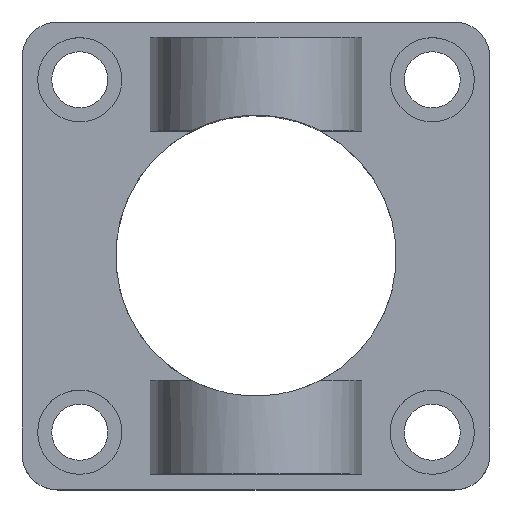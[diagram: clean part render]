
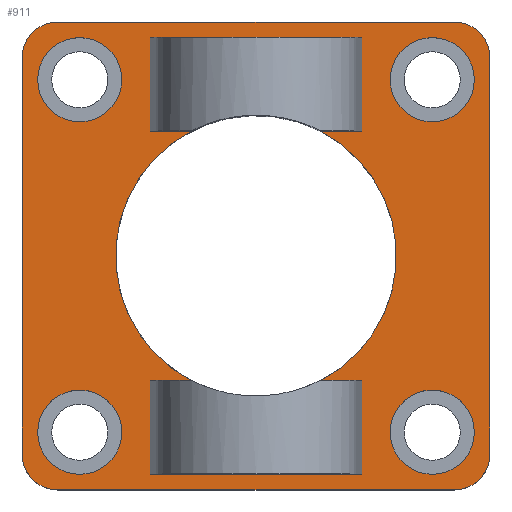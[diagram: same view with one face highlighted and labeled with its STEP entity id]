
A CAD part, top view. The second image highlights one B-rep face of the part: STEP entity #911.
In plain terms, the highlighted planar face has unit normal (0, 0, 1).
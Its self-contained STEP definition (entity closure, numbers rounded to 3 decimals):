
#38=PLANE('',#987);
#45=LINE('',#1225,#87);
#49=LINE('',#1233,#91);
#51=LINE('',#1237,#93);
#55=LINE('',#1245,#97);
#61=LINE('',#1322,#103);
#64=LINE('',#1328,#106);
#66=LINE('',#1332,#108);
#67=LINE('',#1334,#109);
#69=LINE('',#1338,#111);
#71=LINE('',#1342,#113);
#72=LINE('',#1344,#114);
#75=LINE('',#1389,#117);
#79=LINE('',#1401,#121);
#80=LINE('',#1407,#122);
#87=VECTOR('',#1016,1000.);
#91=VECTOR('',#1022,1000.);
#93=VECTOR('',#1026,1000.);
#97=VECTOR('',#1032,1000.);
#103=VECTOR('',#1068,1000.);
#106=VECTOR('',#1073,1000.);
#108=VECTOR('',#1077,1000.);
#109=VECTOR('',#1080,1000.);
#111=VECTOR('',#1084,1000.);
#113=VECTOR('',#1088,1000.);
#114=VECTOR('',#1091,1000.);
#117=VECTOR('',#1150,1000.);
#121=VECTOR('',#1164,1000.);
#122=VECTOR('',#1173,1000.);
#258=ORIENTED_EDGE('',*,*,#344,.T.);
#259=ORIENTED_EDGE('',*,*,#307,.T.);
#260=ORIENTED_EDGE('',*,*,#337,.T.);
#261=ORIENTED_EDGE('',*,*,#335,.T.);
#262=ORIENTED_EDGE('',*,*,#338,.T.);
#263=ORIENTED_EDGE('',*,*,#303,.T.);
#264=ORIENTED_EDGE('',*,*,#345,.T.);
#265=ORIENTED_EDGE('',*,*,#313,.F.);
#266=ORIENTED_EDGE('',*,*,#343,.T.);
#267=ORIENTED_EDGE('',*,*,#340,.T.);
#268=ORIENTED_EDGE('',*,*,#342,.T.);
#269=ORIENTED_EDGE('',*,*,#309,.F.);
#270=ORIENTED_EDGE('',*,*,#348,.T.);
#271=ORIENTED_EDGE('',*,*,#351,.T.);
#272=ORIENTED_EDGE('',*,*,#354,.T.);
#273=ORIENTED_EDGE('',*,*,#357,.T.);
#274=ORIENTED_EDGE('',*,*,#368,.F.);
#275=ORIENTED_EDGE('',*,*,#360,.F.);
#276=ORIENTED_EDGE('',*,*,#361,.F.);
#277=ORIENTED_EDGE('',*,*,#332,.F.);
#278=ORIENTED_EDGE('',*,*,#367,.F.);
#279=ORIENTED_EDGE('',*,*,#366,.F.);
#280=ORIENTED_EDGE('',*,*,#362,.F.);
#281=ORIENTED_EDGE('',*,*,#369,.F.);
#303=EDGE_CURVE('',#384,#383,#45,.T.);
#307=EDGE_CURVE('',#385,#386,#49,.T.);
#309=EDGE_CURVE('',#387,#388,#51,.T.);
#313=EDGE_CURVE('',#390,#389,#55,.T.);
#332=EDGE_CURVE('',#408,#409,#61,.T.);
#335=EDGE_CURVE('',#411,#410,#64,.T.);
#337=EDGE_CURVE('',#386,#411,#66,.T.);
#338=EDGE_CURVE('',#410,#384,#67,.T.);
#340=EDGE_CURVE('',#413,#412,#69,.T.);
#342=EDGE_CURVE('',#412,#388,#71,.T.);
#343=EDGE_CURVE('',#390,#413,#72,.T.);
#344=EDGE_CURVE('',#387,#385,#449,.T.);
#345=EDGE_CURVE('',#383,#389,#450,.T.);
#348=EDGE_CURVE('',#416,#416,#453,.T.);
#351=EDGE_CURVE('',#419,#419,#456,.T.);
#354=EDGE_CURVE('',#422,#422,#459,.T.);
#357=EDGE_CURVE('',#425,#425,#462,.T.);
#360=EDGE_CURVE('',#427,#426,#75,.T.);
#361=EDGE_CURVE('',#409,#427,#463,.T.);
#362=EDGE_CURVE('',#428,#429,#464,.T.);
#366=EDGE_CURVE('',#429,#430,#79,.T.);
#367=EDGE_CURVE('',#430,#408,#465,.T.);
#368=EDGE_CURVE('',#426,#431,#466,.T.);
#369=EDGE_CURVE('',#431,#428,#80,.T.);
#383=VERTEX_POINT('',#1224);
#384=VERTEX_POINT('',#1226);
#385=VERTEX_POINT('',#1230);
#386=VERTEX_POINT('',#1232);
#387=VERTEX_POINT('',#1236);
#388=VERTEX_POINT('',#1238);
#389=VERTEX_POINT('',#1242);
#390=VERTEX_POINT('',#1244);
#408=VERTEX_POINT('',#1321);
#409=VERTEX_POINT('',#1323);
#410=VERTEX_POINT('',#1327);
#411=VERTEX_POINT('',#1329);
#412=VERTEX_POINT('',#1337);
#413=VERTEX_POINT('',#1339);
#416=VERTEX_POINT('',#1355);
#419=VERTEX_POINT('',#1364);
#422=VERTEX_POINT('',#1373);
#425=VERTEX_POINT('',#1382);
#426=VERTEX_POINT('',#1386);
#427=VERTEX_POINT('',#1388);
#428=VERTEX_POINT('',#1394);
#429=VERTEX_POINT('',#1395);
#430=VERTEX_POINT('',#1400);
#431=VERTEX_POINT('',#1406);
#449=CIRCLE('',#953,22.5);
#450=CIRCLE('',#954,22.5);
#453=CIRCLE('',#959,6.75);
#456=CIRCLE('',#965,6.75);
#459=CIRCLE('',#971,6.75);
#462=CIRCLE('',#977,6.75);
#463=CIRCLE('',#981,5.75);
#464=CIRCLE('',#983,5.75);
#465=CIRCLE('',#986,5.75);
#466=CIRCLE('',#988,5.75);
#525=EDGE_LOOP('',(#258,#259,#260,#261,#262,#263,#264,#265,#266,#267,#268,
#269));
#526=EDGE_LOOP('',(#270));
#527=EDGE_LOOP('',(#271));
#528=EDGE_LOOP('',(#272));
#529=EDGE_LOOP('',(#273));
#530=EDGE_LOOP('',(#274,#275,#276,#277,#278,#279,#280,#281));
#591=FACE_BOUND('',#525,.T.);
#592=FACE_BOUND('',#526,.T.);
#593=FACE_BOUND('',#527,.T.);
#594=FACE_BOUND('',#528,.T.);
#595=FACE_BOUND('',#529,.T.);
#596=FACE_BOUND('',#530,.T.);
#911=ADVANCED_FACE('',(#591,#592,#593,#594,#595,#596),#38,.T.);
#953=AXIS2_PLACEMENT_3D('',#1346,#1094,#1095);
#954=AXIS2_PLACEMENT_3D('',#1347,#1096,#1097);
#959=AXIS2_PLACEMENT_3D('',#1354,#1106,#1107);
#965=AXIS2_PLACEMENT_3D('',#1363,#1118,#1119);
#971=AXIS2_PLACEMENT_3D('',#1372,#1130,#1131);
#977=AXIS2_PLACEMENT_3D('',#1381,#1142,#1143);
#981=AXIS2_PLACEMENT_3D('',#1391,#1153,#1154);
#983=AXIS2_PLACEMENT_3D('',#1393,#1157,#1158);
#986=AXIS2_PLACEMENT_3D('',#1403,#1167,#1168);
#987=AXIS2_PLACEMENT_3D('',#1404,#1169,#1170);
#988=AXIS2_PLACEMENT_3D('',#1405,#1171,#1172);
#1016=DIRECTION('',(-1.,0.,0.));
#1022=DIRECTION('',(-1.,0.,0.));
#1026=DIRECTION('',(-1.,0.,0.));
#1032=DIRECTION('',(-1.,0.,0.));
#1068=DIRECTION('',(-1.,0.,0.));
#1073=DIRECTION('',(1.,0.,0.));
#1077=DIRECTION('',(0.,1.,0.));
#1080=DIRECTION('',(0.,-1.,0.));
#1084=DIRECTION('',(-1.,0.,0.));
#1088=DIRECTION('',(0.,1.,0.));
#1091=DIRECTION('',(0.,-1.,0.));
#1094=DIRECTION('',(0.,0.,-1.));
#1095=DIRECTION('',(-1.,0.,0.));
#1096=DIRECTION('',(0.,0.,-1.));
#1097=DIRECTION('',(-1.,0.,0.));
#1106=DIRECTION('',(0.,0.,-1.));
#1107=DIRECTION('',(1.,0.,0.));
#1118=DIRECTION('',(0.,0.,-1.));
#1119=DIRECTION('',(1.,0.,0.));
#1130=DIRECTION('',(0.,0.,-1.));
#1131=DIRECTION('',(1.,0.,0.));
#1142=DIRECTION('',(0.,0.,-1.));
#1143=DIRECTION('',(1.,0.,0.));
#1150=DIRECTION('',(0.,1.,0.));
#1153=DIRECTION('',(0.,0.,-1.));
#1154=DIRECTION('',(-0.707,-0.707,0.));
#1157=DIRECTION('',(0.,0.,-1.));
#1158=DIRECTION('',(0.707,0.707,0.));
#1164=DIRECTION('',(0.,-1.,0.));
#1167=DIRECTION('',(0.,0.,-1.));
#1168=DIRECTION('',(0.707,-0.707,0.));
#1169=DIRECTION('',(0.,0.,1.));
#1170=DIRECTION('',(1.,0.,0.));
#1171=DIRECTION('',(0.,0.,-1.));
#1172=DIRECTION('',(-0.707,0.707,0.));
#1173=DIRECTION('',(1.,0.,0.));
#1224=CARTESIAN_POINT('',(10.308,20.,11.));
#1225=CARTESIAN_POINT('',(16.932,20.,11.));
#1226=CARTESIAN_POINT('',(16.932,20.,11.));
#1230=CARTESIAN_POINT('',(-10.308,20.,11.));
#1232=CARTESIAN_POINT('',(-16.932,20.,11.));
#1233=CARTESIAN_POINT('',(-10.308,20.,11.));
#1236=CARTESIAN_POINT('',(-10.308,-20.,11.));
#1237=CARTESIAN_POINT('',(-10.308,-20.,11.));
#1238=CARTESIAN_POINT('',(-16.932,-20.,11.));
#1242=CARTESIAN_POINT('',(10.308,-20.,11.));
#1244=CARTESIAN_POINT('',(16.932,-20.,11.));
#1245=CARTESIAN_POINT('',(16.932,-20.,11.));
#1321=CARTESIAN_POINT('',(31.75,-37.5,11.));
#1322=CARTESIAN_POINT('',(31.75,-37.5,11.));
#1323=CARTESIAN_POINT('',(-31.75,-37.5,11.));
#1327=CARTESIAN_POINT('',(16.932,35.,11.));
#1328=CARTESIAN_POINT('',(-16.932,35.,11.));
#1329=CARTESIAN_POINT('',(-16.932,35.,11.));
#1332=CARTESIAN_POINT('',(-16.932,20.,11.));
#1334=CARTESIAN_POINT('',(16.932,35.,11.));
#1337=CARTESIAN_POINT('',(-16.932,-35.,11.));
#1338=CARTESIAN_POINT('',(16.932,-35.,11.));
#1339=CARTESIAN_POINT('',(16.932,-35.,11.));
#1342=CARTESIAN_POINT('',(-16.932,-35.,11.));
#1344=CARTESIAN_POINT('',(16.932,-20.,11.));
#1346=CARTESIAN_POINT('',(0.,0.,11.));
#1347=CARTESIAN_POINT('',(0.,0.,11.));
#1354=CARTESIAN_POINT('',(28.25,-28.25,11.));
#1355=CARTESIAN_POINT('',(35.,-28.25,11.));
#1363=CARTESIAN_POINT('',(-28.25,28.25,11.));
#1364=CARTESIAN_POINT('',(-21.5,28.25,11.));
#1372=CARTESIAN_POINT('',(-28.25,-28.25,11.));
#1373=CARTESIAN_POINT('',(-21.5,-28.25,11.));
#1381=CARTESIAN_POINT('',(28.25,28.25,11.));
#1382=CARTESIAN_POINT('',(35.,28.25,11.));
#1386=CARTESIAN_POINT('',(-37.5,31.75,11.));
#1388=CARTESIAN_POINT('',(-37.5,-31.75,11.));
#1389=CARTESIAN_POINT('',(-37.5,-31.75,11.));
#1391=CARTESIAN_POINT('',(-31.75,-31.75,11.));
#1393=CARTESIAN_POINT('',(31.75,31.75,11.));
#1394=CARTESIAN_POINT('',(31.75,37.5,11.));
#1395=CARTESIAN_POINT('',(37.5,31.75,11.));
#1400=CARTESIAN_POINT('',(37.5,-31.75,11.));
#1401=CARTESIAN_POINT('',(37.5,31.75,11.));
#1403=CARTESIAN_POINT('',(31.75,-31.75,11.));
#1404=CARTESIAN_POINT('',(0.,0.,11.));
#1405=CARTESIAN_POINT('',(-31.75,31.75,11.));
#1406=CARTESIAN_POINT('',(-31.75,37.5,11.));
#1407=CARTESIAN_POINT('',(-31.75,37.5,11.));
